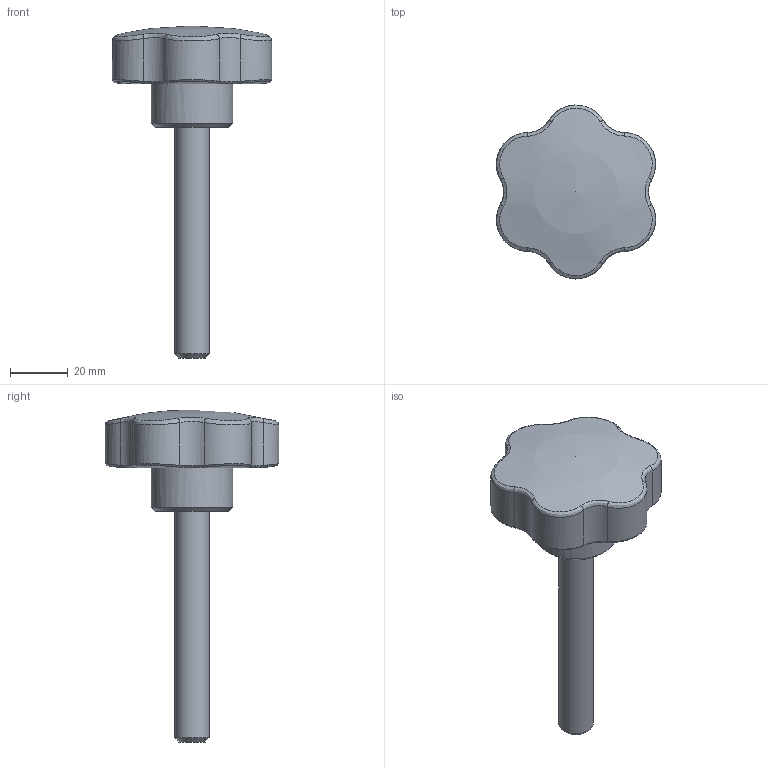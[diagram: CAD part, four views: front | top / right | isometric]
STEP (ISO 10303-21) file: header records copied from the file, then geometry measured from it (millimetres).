
FILE_DESCRIPTION( ( 'Unknown' ), '1' );
FILE_NAME( '6112390_VP60_M12x80.stp', 'Unknown', ( 'Unknown' ), ( 'Unknown' ), 'PSStep 11.0', 'Unknown', ' ' );
FILE_SCHEMA( ( 'AUTOMOTIVE_DESIGN { 1 0 10303 214 1 1 1 1 }' ) );
Length unit declared in the file: millimetre
Products named in the file (1): 6112390
Bounding box: 54.91 x 60 x 114.5 mm (x, y, z)
Volume: 52316.1 mm3; surface area: 16813.1 mm2
Topology: 1 solids, 2 shells, 84 faces, 231 edges, 146 vertices
Faces by surface type: plane 30, bspline 25, cylinder 17, torus 6, cone 5, sphere 1
Full cylindrical faces by diameter (mm): 12 x2, 15.5 x1, 21.1 x1, 28 x1
Entity records: 7971 total; most frequent: CARTESIAN_POINT 5490, ORIENTED_EDGE 412, DIRECTION 292, EDGE_CURVE 206, VERTEX_POINT 134, AXIS2_PLACEMENT_3D 122, EDGE_LOOP 106, B_SPLINE_CURVE_WITH_KNOTS 96
